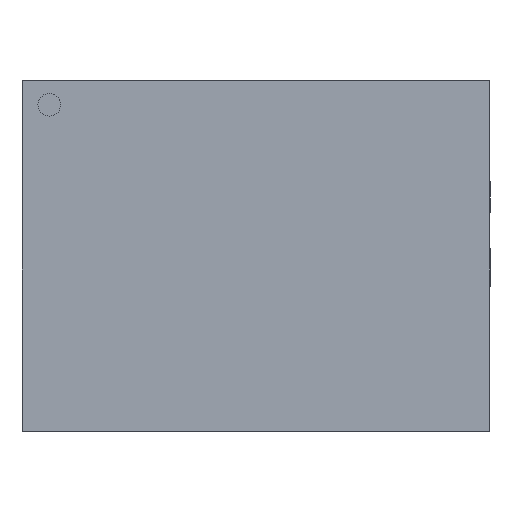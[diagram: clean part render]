
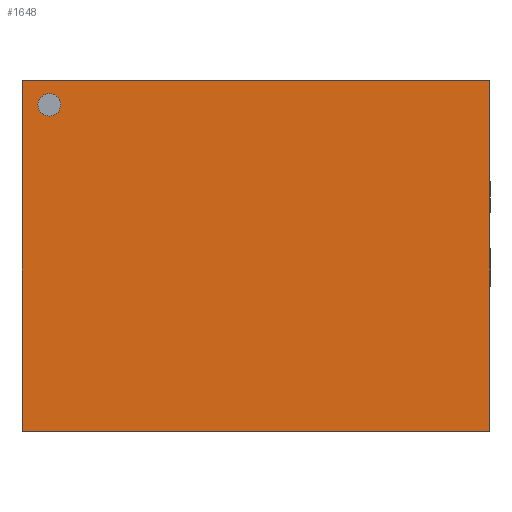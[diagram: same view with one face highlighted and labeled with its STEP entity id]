
A CAD part, top view. The second image highlights one B-rep face of the part: STEP entity #1648.
In plain terms, the highlighted planar face has unit normal (0, 0, 1).
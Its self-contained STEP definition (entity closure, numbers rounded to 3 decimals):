
#618 = VERTEX_POINT('',#619);
#619 = CARTESIAN_POINT('',(-8.,-3.,0.75));
#625 = EDGE_CURVE('',#626,#618,#628,.T.);
#626 = VERTEX_POINT('',#627);
#627 = CARTESIAN_POINT('',(-8.,3.,0.75));
#628 = LINE('',#629,#630);
#629 = CARTESIAN_POINT('',(-8.,3.,0.75));
#630 = VECTOR('',#631,1.);
#631 = DIRECTION('',(0.,-1.,0.));
#820 = VERTEX_POINT('',#821);
#821 = CARTESIAN_POINT('',(0.,3.,0.75));
#827 = EDGE_CURVE('',#828,#820,#830,.T.);
#828 = VERTEX_POINT('',#829);
#829 = CARTESIAN_POINT('',(0.,-3.,0.75));
#830 = LINE('',#831,#832);
#831 = CARTESIAN_POINT('',(0.,3.,0.75));
#832 = VECTOR('',#833,1.);
#833 = DIRECTION('',(0.,1.,0.));
#1114 = EDGE_CURVE('',#618,#828,#1115,.T.);
#1115 = LINE('',#1116,#1117);
#1116 = CARTESIAN_POINT('',(-8.,-3.,0.75));
#1117 = VECTOR('',#1118,1.);
#1118 = DIRECTION('',(1.,0.,0.));
#1374 = EDGE_CURVE('',#820,#626,#1375,.T.);
#1375 = LINE('',#1376,#1377);
#1376 = CARTESIAN_POINT('',(-8.,3.,0.75));
#1377 = VECTOR('',#1378,1.);
#1378 = DIRECTION('',(-1.,0.,0.));
#1648 = ADVANCED_FACE('',(#1649,#1669),#1675,.F.);
#1649 = FACE_BOUND('',#1650,.T.);
#1650 = EDGE_LOOP('',(#1651,#1662));
#1651 = ORIENTED_EDGE('',*,*,#1652,.F.);
#1652 = EDGE_CURVE('',#1653,#1655,#1657,.T.);
#1653 = VERTEX_POINT('',#1654);
#1654 = CARTESIAN_POINT('',(-7.727,2.584,0.75));
#1655 = VERTEX_POINT('',#1656);
#1656 = CARTESIAN_POINT('',(-7.339,2.584,0.75));
#1657 = CIRCLE('',#1658,0.194);
#1658 = AXIS2_PLACEMENT_3D('',#1659,#1660,#1661);
#1659 = CARTESIAN_POINT('',(-7.533,2.584,0.75));
#1660 = DIRECTION('',(0.,0.,1.));
#1661 = DIRECTION('',(-1.,0.,0.));
#1662 = ORIENTED_EDGE('',*,*,#1663,.F.);
#1663 = EDGE_CURVE('',#1655,#1653,#1664,.T.);
#1664 = CIRCLE('',#1665,0.194);
#1665 = AXIS2_PLACEMENT_3D('',#1666,#1667,#1668);
#1666 = CARTESIAN_POINT('',(-7.533,2.584,0.75));
#1667 = DIRECTION('',(0.,0.,1.));
#1668 = DIRECTION('',(-1.,0.,0.));
#1669 = FACE_BOUND('',#1670,.T.);
#1670 = EDGE_LOOP('',(#1671,#1672,#1673,#1674));
#1671 = ORIENTED_EDGE('',*,*,#1114,.T.);
#1672 = ORIENTED_EDGE('',*,*,#827,.T.);
#1673 = ORIENTED_EDGE('',*,*,#1374,.T.);
#1674 = ORIENTED_EDGE('',*,*,#625,.T.);
#1675 = PLANE('',#1676);
#1676 = AXIS2_PLACEMENT_3D('',#1677,#1678,#1679);
#1677 = CARTESIAN_POINT('',(-4.,0.,0.75));
#1678 = DIRECTION('',(0.,0.,-1.));
#1679 = DIRECTION('',(1.,0.,0.));
